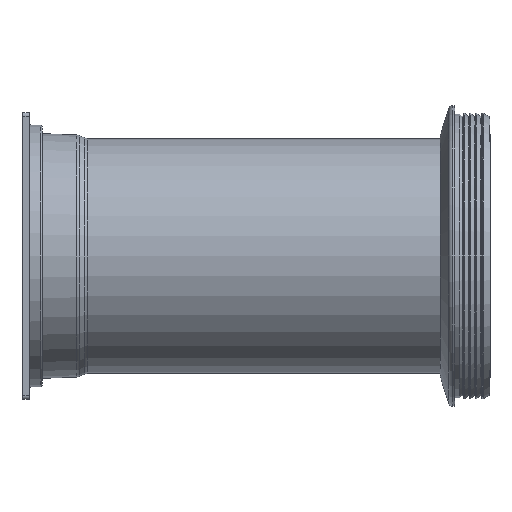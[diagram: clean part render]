
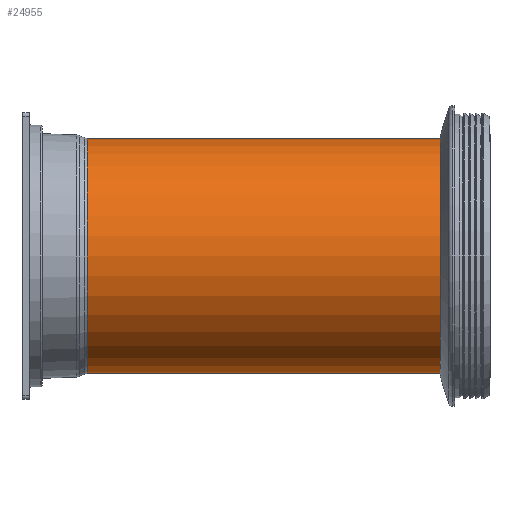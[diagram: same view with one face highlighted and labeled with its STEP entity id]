
A CAD part, left-side view. The second image highlights one B-rep face of the part: STEP entity #24955.
In plain terms, the highlighted cylindrical face has radius 157.5 mm (diameter 315 mm), a full revolution.
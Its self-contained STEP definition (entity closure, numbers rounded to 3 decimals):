
#2407=CYLINDRICAL_SURFACE('',#27246,157.5);
#3043=LINE('',#39207,#3933);
#3933=VECTOR('',#31187,157.5);
#5113=FACE_OUTER_BOUND('',#6906,.T.);
#6906=EDGE_LOOP('',(#17962,#17963,#17964,#17965,#17966,#17967));
#8879=CIRCLE('',#27244,157.5);
#8880=CIRCLE('',#27245,157.5);
#8881=CIRCLE('',#27247,157.5);
#8882=CIRCLE('',#27248,157.5);
#10662=VERTEX_POINT('',#39200);
#10663=VERTEX_POINT('',#39202);
#10664=VERTEX_POINT('',#39206);
#10665=VERTEX_POINT('',#39208);
#13219=EDGE_CURVE('',#10662,#10663,#8879,.T.);
#13220=EDGE_CURVE('',#10663,#10662,#8880,.T.);
#13221=EDGE_CURVE('',#10663,#10664,#3043,.T.);
#13222=EDGE_CURVE('',#10664,#10665,#8881,.T.);
#13223=EDGE_CURVE('',#10665,#10664,#8882,.T.);
#17962=ORIENTED_EDGE('',*,*,#13219,.F.);
#17963=ORIENTED_EDGE('',*,*,#13220,.F.);
#17964=ORIENTED_EDGE('',*,*,#13221,.T.);
#17965=ORIENTED_EDGE('',*,*,#13222,.T.);
#17966=ORIENTED_EDGE('',*,*,#13223,.T.);
#17967=ORIENTED_EDGE('',*,*,#13221,.F.);
#24955=ADVANCED_FACE('',(#5113),#2407,.T.);
#27244=AXIS2_PLACEMENT_3D('',#39203,#31181,#31182);
#27245=AXIS2_PLACEMENT_3D('',#39204,#31183,#31184);
#27246=AXIS2_PLACEMENT_3D('',#39205,#31185,#31186);
#27247=AXIS2_PLACEMENT_3D('',#39209,#31188,#31189);
#27248=AXIS2_PLACEMENT_3D('',#39210,#31190,#31191);
#31181=DIRECTION('center_axis',(0.,-1.,0.));
#31182=DIRECTION('ref_axis',(1.,0.,0.));
#31183=DIRECTION('center_axis',(0.,-1.,0.));
#31184=DIRECTION('ref_axis',(1.,0.,0.));
#31185=DIRECTION('center_axis',(0.,-1.,0.));
#31186=DIRECTION('ref_axis',(-1.,0.,0.));
#31187=DIRECTION('',(0.,1.,0.));
#31188=DIRECTION('center_axis',(0.,-1.,0.));
#31189=DIRECTION('ref_axis',(1.,0.,0.));
#31190=DIRECTION('center_axis',(0.,-1.,0.));
#31191=DIRECTION('ref_axis',(1.,0.,0.));
#39200=CARTESIAN_POINT('',(0.,9.448,157.5));
#39202=CARTESIAN_POINT('',(157.5,9.448,0.));
#39203=CARTESIAN_POINT('Origin',(0.,9.448,
0.));
#39204=CARTESIAN_POINT('Origin',(0.,9.448,
0.));
#39205=CARTESIAN_POINT('Origin',(0.,269.665,
0.));
#39206=CARTESIAN_POINT('',(157.5,539.329,0.));
#39207=CARTESIAN_POINT('',(157.5,269.665,0.));
#39208=CARTESIAN_POINT('',(0.,539.329,157.5));
#39209=CARTESIAN_POINT('Origin',(0.,539.329,
0.));
#39210=CARTESIAN_POINT('Origin',(0.,539.329,
0.));
